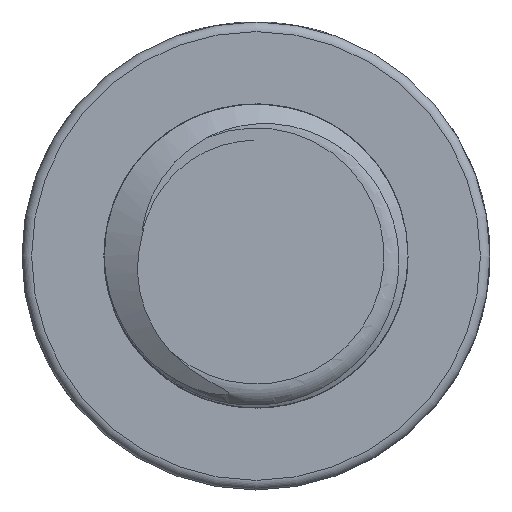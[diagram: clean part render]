
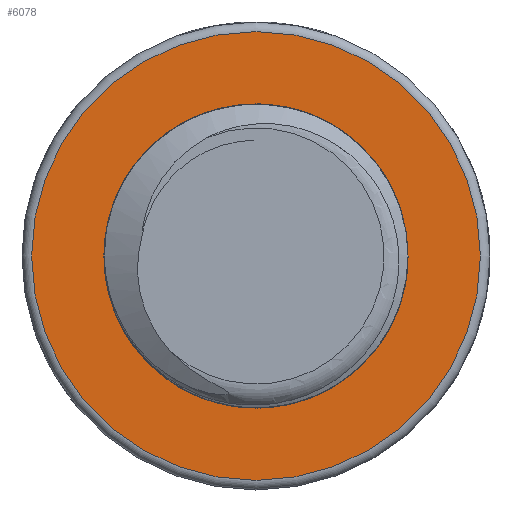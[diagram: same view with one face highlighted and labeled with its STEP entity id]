
A CAD part, front view. The second image highlights one B-rep face of the part: STEP entity #6078.
In plain terms, the highlighted planar face has unit normal (0, -1, 0).
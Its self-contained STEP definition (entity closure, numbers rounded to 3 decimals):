
#5293=CARTESIAN_POINT('',(3.051,-6.35,0.));
#5294=VERTEX_POINT('',#5293);
#5301=CARTESIAN_POINT('',(-3.235,-6.35,-0.));
#5302=VERTEX_POINT('',#5301);
#5303=CARTESIAN_POINT('',(-0.092,-6.35,-0.));
#5304=DIRECTION('',(-0.,-1.,0.));
#5305=DIRECTION('',(-1.,0.,-0.));
#5306=AXIS2_PLACEMENT_3D('',#5303,#5304,#5305);
#5307=CIRCLE('',#5306,3.143);
#5308=EDGE_CURVE('',#5294,#5302,#5307,.T.);
#5310=CARTESIAN_POINT('',(-0.092,-6.35,-0.));
#5311=DIRECTION('',(-0.,-1.,0.));
#5312=DIRECTION('',(-1.,0.,-0.));
#5313=AXIS2_PLACEMENT_3D('',#5310,#5311,#5312);
#5314=CIRCLE('',#5313,3.143);
#5315=EDGE_CURVE('',#5302,#5294,#5314,.T.);
#6058=CARTESIAN_POINT('',(-0.092,-6.35,0.));
#6059=DIRECTION('',(-0.,-1.,0.));
#6060=DIRECTION('',(-0.,0.,1.));
#6061=AXIS2_PLACEMENT_3D('',#6058,#6059,#6060);
#6062=PLANE('',#6061);
#6063=CARTESIAN_POINT('',(-0.092,-6.35,4.638));
#6064=VERTEX_POINT('',#6063);
#6065=CARTESIAN_POINT('',(-0.092,-6.35,-0.));
#6066=DIRECTION('',(-0.,-1.,0.));
#6067=DIRECTION('',(0.,0.,1.));
#6068=AXIS2_PLACEMENT_3D('',#6065,#6066,#6067);
#6069=CIRCLE('',#6068,4.638);
#6070=EDGE_CURVE('',#6064,#6064,#6069,.T.);
#6071=ORIENTED_EDGE('',*,*,#6070,.T.);
#6072=EDGE_LOOP('',(#6071));
#6073=FACE_BOUND('',#6072,.T.);
#6074=ORIENTED_EDGE('',*,*,#5308,.F.);
#6075=ORIENTED_EDGE('',*,*,#5315,.F.);
#6076=EDGE_LOOP('',(#6074,#6075));
#6077=FACE_BOUND('',#6076,.T.);
#6078=ADVANCED_FACE('',(#6073,#6077),#6062,.T.);
